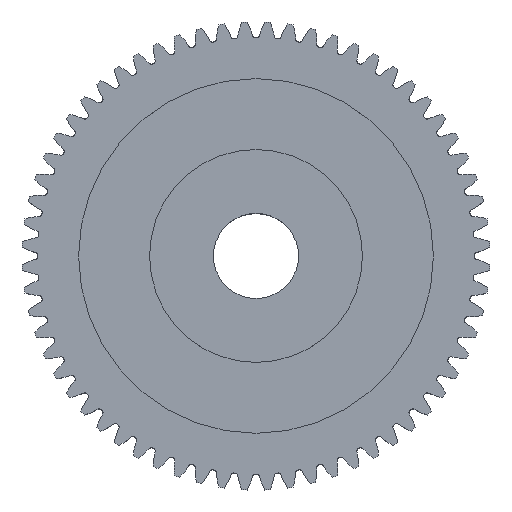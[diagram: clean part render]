
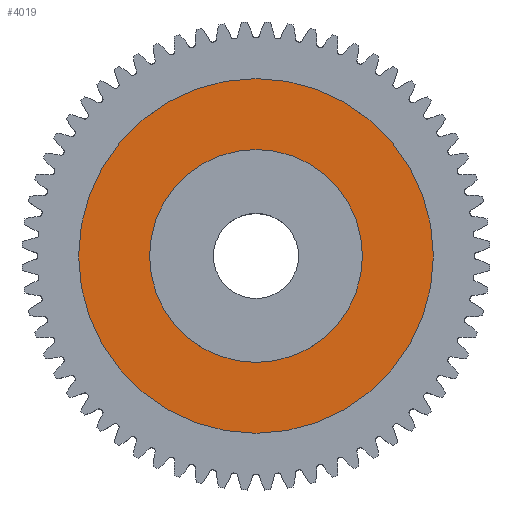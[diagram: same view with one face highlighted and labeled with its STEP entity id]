
A CAD part, top view. The second image highlights one B-rep face of the part: STEP entity #4019.
In plain terms, the highlighted planar face has unit normal (0, 0, 1).
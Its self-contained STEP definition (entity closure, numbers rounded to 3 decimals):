
#1 = DIRECTION ( 'NONE',  ( -1., 0., 0. ) ) ;
#2 = DIRECTION ( 'NONE',  ( 0., 0., -1. ) ) ;
#3 = CARTESIAN_POINT ( 'NONE',  ( 0., 0., 2.5 ) ) ;
#9 = AXIS2_PLACEMENT_3D ( 'NONE', #3, #2, #1 ) ;
#14 = CIRCLE ( 'NONE', #9, 12.5 ) ;
#529 = CARTESIAN_POINT ( 'NONE',  ( 7.5, 0., 2.5 ) ) ;
#551 = DIRECTION ( 'NONE',  ( -1., 0., 0. ) ) ;
#552 = DIRECTION ( 'NONE',  ( 0., 0., -1. ) ) ;
#553 = CARTESIAN_POINT ( 'NONE',  ( 0., 0., 2.5 ) ) ;
#554 = AXIS2_PLACEMENT_3D ( 'NONE', #553, #552, #551 ) ;
#557 = CIRCLE ( 'NONE', #554, 7.5 ) ;
#566 = CARTESIAN_POINT ( 'NONE',  ( -7.5, 0., 2.5 ) ) ;
#621 = CARTESIAN_POINT ( 'NONE',  ( -12.5, 0., 2.5 ) ) ;
#622 = CARTESIAN_POINT ( 'NONE',  ( 12.5, 0., 2.5 ) ) ;
#3967 = EDGE_LOOP ( 'NONE', ( #4020, #4022 ) ) ;
#4013 = EDGE_CURVE ( 'NONE', #10068, #10077, #6564, .T. ) ;
#4015 = EDGE_CURVE ( 'NONE', #10101, #10100, #6559, .T. ) ;
#4017 = ORIENTED_EDGE ( 'NONE', *, *, #9710, .F. ) ;
#4019 = ADVANCED_FACE ( 'NONE', ( #6540, #6536 ), #6542, .F. ) ;
#4020 = ORIENTED_EDGE ( 'NONE', *, *, #10078, .T. ) ;
#4022 = ORIENTED_EDGE ( 'NONE', *, *, #4013, .T. ) ;
#4023 = EDGE_LOOP ( 'NONE', ( #4024, #4017 ) ) ;
#4024 = ORIENTED_EDGE ( 'NONE', *, *, #4015, .F. ) ;
#6388 = DIRECTION ( 'NONE',  ( -1., 0., 0. ) ) ;
#6389 = DIRECTION ( 'NONE',  ( 0., 0., -1. ) ) ;
#6534 = AXIS2_PLACEMENT_3D ( 'NONE', #6555, #6389, #6388 ) ;
#6536 = FACE_OUTER_BOUND ( 'NONE', #4023, .T. ) ;
#6537 = DIRECTION ( 'NONE',  ( -1., 0., 0. ) ) ;
#6538 = DIRECTION ( 'NONE',  ( 0., 0., -1. ) ) ;
#6539 = AXIS2_PLACEMENT_3D ( 'NONE', #6546, #6538, #6537 ) ;
#6540 = FACE_BOUND ( 'NONE', #3967, .T. ) ;
#6542 = PLANE ( 'NONE',  #6534 ) ;
#6546 = CARTESIAN_POINT ( 'NONE',  ( 0., 0., 2.5 ) ) ;
#6552 = DIRECTION ( 'NONE',  ( -1., 0., 0. ) ) ;
#6553 = DIRECTION ( 'NONE',  ( 0., 0., -1. ) ) ;
#6554 = AXIS2_PLACEMENT_3D ( 'NONE', #6563, #6553, #6552 ) ;
#6555 = CARTESIAN_POINT ( 'NONE',  ( 0., 0., 2.5 ) ) ;
#6559 = CIRCLE ( 'NONE', #6539, 12.5 ) ;
#6563 = CARTESIAN_POINT ( 'NONE',  ( 0., 0., 2.5 ) ) ;
#6564 = CIRCLE ( 'NONE', #6554, 7.5 ) ;
#9710 = EDGE_CURVE ( 'NONE', #10100, #10101, #14, .T. ) ;
#10068 = VERTEX_POINT ( 'NONE', #529 ) ;
#10077 = VERTEX_POINT ( 'NONE', #566 ) ;
#10078 = EDGE_CURVE ( 'NONE', #10077, #10068, #557, .T. ) ;
#10100 = VERTEX_POINT ( 'NONE', #622 ) ;
#10101 = VERTEX_POINT ( 'NONE', #621 ) ;
